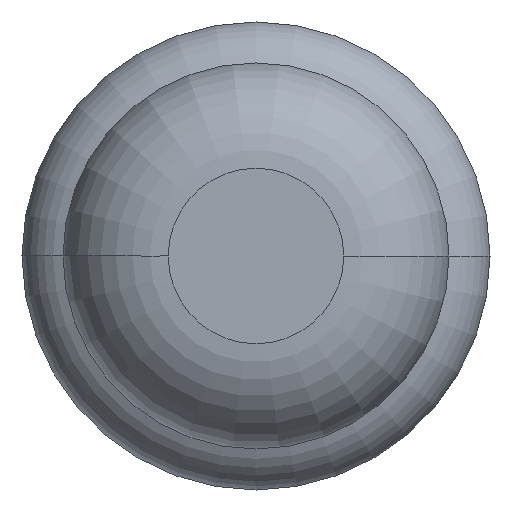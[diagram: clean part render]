
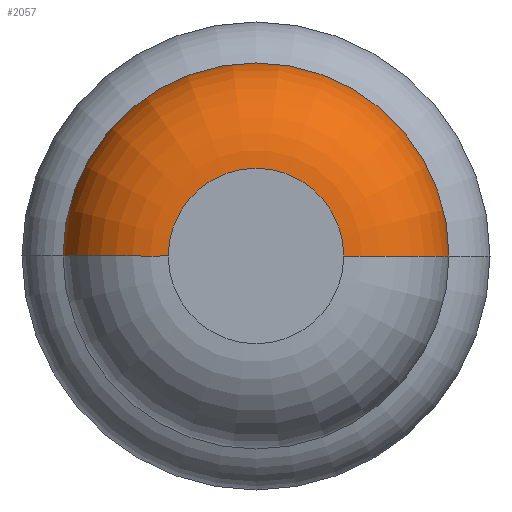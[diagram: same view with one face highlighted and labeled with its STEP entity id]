
A CAD part, front view. The second image highlights one B-rep face of the part: STEP entity #2057.
In plain terms, the highlighted toroidal (fillet/blend) face has major radius 0.375 mm and minor radius 0.45 mm.
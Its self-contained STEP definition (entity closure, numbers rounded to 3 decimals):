
#114 = CARTESIAN_POINT ( 'NONE',  ( 0.375, -32., 0. ) ) ;
#270 = AXIS2_PLACEMENT_3D ( 'NONE', #2649, #1038, #3305 ) ;
#283 = DIRECTION ( 'NONE',  ( 1., 0., 0. ) ) ;
#440 = EDGE_CURVE ( 'NONE', #3813, #1153, #1124, .T. ) ;
#505 = VERTEX_POINT ( 'NONE', #3320 ) ;
#511 = EDGE_CURVE ( 'Defeature ausgef�hrt1_8+Defeature ausgef�hrt1_9+Defeature ausgef�hrt1_9+Defeature ausgef�hrt1_9', #3813, #505, #3691, .T. ) ;
#629 = CARTESIAN_POINT ( 'NONE',  ( 0.375, -31.55, 0. ) ) ;
#1038 = DIRECTION ( 'NONE',  ( 0., -1., 0. ) ) ;
#1109 = DIRECTION ( 'NONE',  ( 0., -1., 0. ) ) ;
#1124 = CIRCLE ( 'NONE', #1403, 0.45 ) ;
#1153 = VERTEX_POINT ( 'NONE', #114 ) ;
#1403 = AXIS2_PLACEMENT_3D ( 'NONE', #629, #3537, #1644 ) ;
#1565 = AXIS2_PLACEMENT_3D ( 'NONE', #2213, #3817, #283 ) ;
#1644 = DIRECTION ( 'NONE',  ( -1., 0., 0. ) ) ;
#1674 = DIRECTION ( 'NONE',  ( 0., -1., 0. ) ) ;
#1717 = EDGE_CURVE ( 'Defeature ausgef�hrt1_7+Defeature ausgef�hrt1_8+Defeature ausgef�hrt1_8+Defeature ausgef�hrt1_8', #1153, #2929, #4030, .T. ) ;
#1744 = AXIS2_PLACEMENT_3D ( 'NONE', #3617, #1674, #3934 ) ;
#1809 = DIRECTION ( 'NONE',  ( 1., 0., 0. ) ) ;
#2051 = EDGE_LOOP ( 'NONE', ( #3987, #2411, #2584, #3354 ) ) ;
#2057 = ADVANCED_FACE ( 'Defeature ausgef�hrt1_8', ( #3238 ), #2531, .T. ) ;
#2100 = CARTESIAN_POINT ( 'NONE',  ( 0., -31.55, 0. ) ) ;
#2120 = CARTESIAN_POINT ( 'NONE',  ( -0.375, -32., 0. ) ) ;
#2213 = CARTESIAN_POINT ( 'NONE',  ( -0.375, -31.55, 0. ) ) ;
#2411 = ORIENTED_EDGE ( 'NONE', *, *, #3121, .T. ) ;
#2531 = TOROIDAL_SURFACE ( 'NONE', #3276, 0.375, 0.45 ) ;
#2584 = ORIENTED_EDGE ( 'NONE', *, *, #1717, .F. ) ;
#2649 = CARTESIAN_POINT ( 'NONE',  ( 0., -31.55, 0. ) ) ;
#2929 = VERTEX_POINT ( 'NONE', #2120 ) ;
#3121 = EDGE_CURVE ( 'NONE', #505, #2929, #4126, .T. ) ;
#3238 = FACE_OUTER_BOUND ( 'NONE', #2051, .T. ) ;
#3276 = AXIS2_PLACEMENT_3D ( 'NONE', #2100, #1109, #1809 ) ;
#3305 = DIRECTION ( 'NONE',  ( 1., 0., 0. ) ) ;
#3320 = CARTESIAN_POINT ( 'NONE',  ( -0.825, -31.55, 0. ) ) ;
#3354 = ORIENTED_EDGE ( 'NONE', *, *, #440, .F. ) ;
#3537 = DIRECTION ( 'NONE',  ( 0., 0., -1. ) ) ;
#3617 = CARTESIAN_POINT ( 'NONE',  ( 0., -32., 0. ) ) ;
#3691 = CIRCLE ( 'NONE', #270, 0.825 ) ;
#3750 = CARTESIAN_POINT ( 'NONE',  ( 0.825, -31.55, 0. ) ) ;
#3813 = VERTEX_POINT ( 'NONE', #3750 ) ;
#3817 = DIRECTION ( 'NONE',  ( 0., 0., 1. ) ) ;
#3934 = DIRECTION ( 'NONE',  ( 1., 0., 0. ) ) ;
#3987 = ORIENTED_EDGE ( 'NONE', *, *, #511, .T. ) ;
#4030 = CIRCLE ( 'NONE', #1744, 0.375 ) ;
#4126 = CIRCLE ( 'NONE', #1565, 0.45 ) ;
